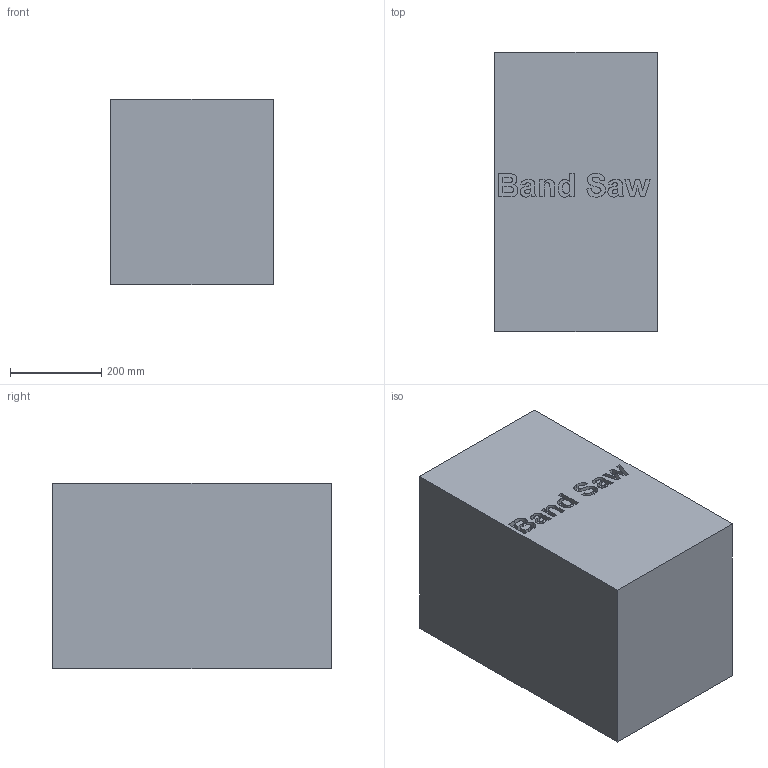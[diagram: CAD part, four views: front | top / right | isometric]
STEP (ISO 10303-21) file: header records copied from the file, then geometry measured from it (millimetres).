
FILE_DESCRIPTION (( 'STEP AP203' ), '1' );
FILE_NAME ('Band Saw Stand-In.STEP', '2025-04-01T15:49:29', ( '' ), ( '' ), 'SwSTEP 2.0', 'SolidWorks 2024', '' );
FILE_SCHEMA (( 'CONFIG_CONTROL_DESIGN' ));
Length unit declared in the file: inch
Products named in the file (1): Band Saw Stand-In
Bounding box: 355.6 x 609.6 x 406.4 mm (x, y, z)
Volume: 88004352.6 mm3; surface area: 1239680.4 mm2
Topology: 1 solids, 1 shells, 139 faces, 375 edges, 250 vertices
Faces by surface type: bspline 74, plane 65
Entity records: 7712 total; most frequent: CARTESIAN_POINT 4647, ORIENTED_EDGE 750, EDGE_CURVE 375, DIRECTION 359, VERTEX_POINT 250, LINE 227, VECTOR 227, EDGE_LOOP 151
